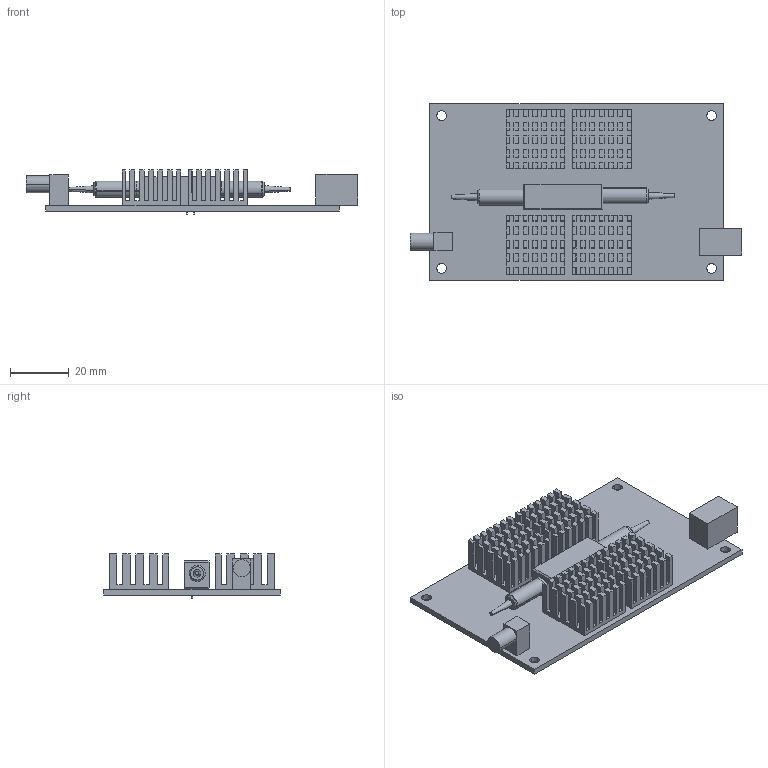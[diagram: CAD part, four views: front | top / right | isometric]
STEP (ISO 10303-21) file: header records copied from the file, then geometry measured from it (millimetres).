
FILE_DESCRIPTION (( 'STEP AP203' ), '1' );
FILE_NAME ('Assembly for 100Khz NS VOA.STEP', '2022-04-27T21:09:45', ( '' ), ( '' ), 'SwSTEP 2.0', 'SolidWorks 2018', '' );
FILE_SCHEMA (( 'CONFIG_CONTROL_DESIGN' ));
Length unit declared in the file: millimetre
Products named in the file (9): End cap; Dual stage NVOA cover; BD; EO; Dual stage NVOA box; 100Khz PCB; PIN; Assembly for 100Khz NS VOA; BD2
Assembly tree (10 placements, depth 2):
  Assembly for 100Khz NS VOA
    Dual stage NVOA box
    BD
    EO
    BD2
    Dual stage NVOA cover
    End cap  x2
    PIN  x2
    100Khz PCB
Bounding box: 112.8 x 60 x 15 mm (x, y, z)
Volume: 23593.9 mm3; surface area: 30310.1 mm2
Topology: 17 solids, 17 shells, 863 faces, 2236 edges, 1476 vertices
Faces by surface type: plane 755, cylinder 80, cone 28
Entity records: 26921 total; most frequent: CARTESIAN_POINT 5012, ORIENTED_EDGE 4396, DIRECTION 4036, EDGE_CURVE 2198, VECTOR 2024, LINE 2024, VERTEX_POINT 1454, AXIS2_PLACEMENT_3D 1006
